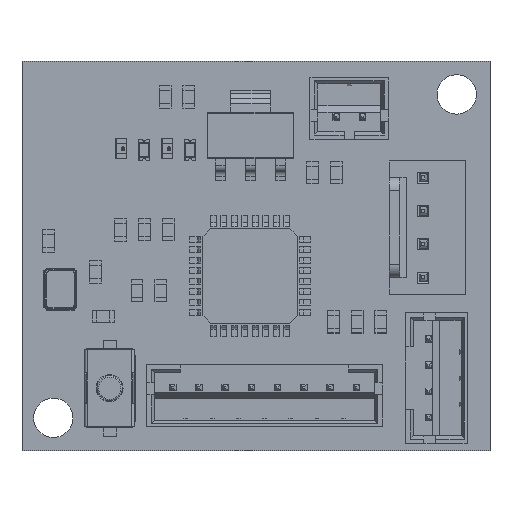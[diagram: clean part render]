
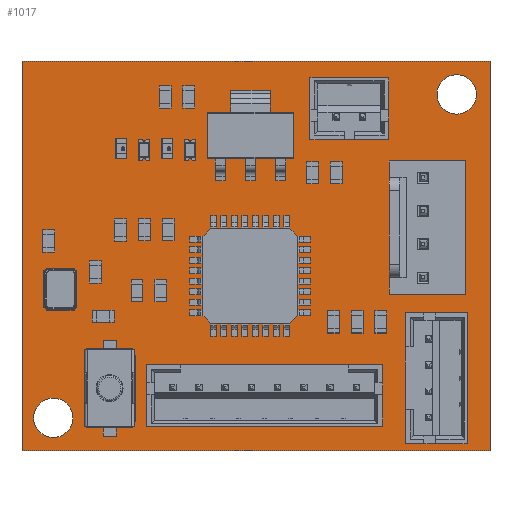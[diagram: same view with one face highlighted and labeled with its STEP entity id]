
A CAD part, top view. The second image highlights one B-rep face of the part: STEP entity #1017.
In plain terms, the highlighted planar face has unit normal (0, 0, 1).
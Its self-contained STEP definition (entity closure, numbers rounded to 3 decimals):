
#168 = VERTEX_POINT('',#169);
#169 = CARTESIAN_POINT('',(67.564,64.389,0.411));
#175 = EDGE_CURVE('',#168,#176,#178,.T.);
#176 = VERTEX_POINT('',#177);
#177 = CARTESIAN_POINT('',(103.251,64.389,0.411));
#178 = LINE('',#179,#180);
#179 = CARTESIAN_POINT('',(67.564,64.389,0.411));
#180 = VECTOR('',#181,1.);
#181 = DIRECTION('',(1.,0.,0.));
#206 = EDGE_CURVE('',#176,#207,#209,.T.);
#207 = VERTEX_POINT('',#208);
#208 = CARTESIAN_POINT('',(103.251,94.107,0.411));
#209 = LINE('',#210,#211);
#210 = CARTESIAN_POINT('',(103.251,64.389,0.411));
#211 = VECTOR('',#212,1.);
#212 = DIRECTION('',(0.,1.,0.));
#237 = EDGE_CURVE('',#207,#238,#240,.T.);
#238 = VERTEX_POINT('',#239);
#239 = CARTESIAN_POINT('',(67.564,94.107,0.411));
#240 = LINE('',#241,#242);
#241 = CARTESIAN_POINT('',(103.251,94.107,0.411));
#242 = VECTOR('',#243,1.);
#243 = DIRECTION('',(-1.,0.,0.));
#268 = EDGE_CURVE('',#238,#168,#269,.T.);
#269 = LINE('',#270,#271);
#270 = CARTESIAN_POINT('',(67.564,94.107,0.411));
#271 = VECTOR('',#272,1.);
#272 = DIRECTION('',(0.,-1.,0.));
#292 = VERTEX_POINT('',#293);
#293 = CARTESIAN_POINT('',(71.452,66.904,0.411));
#299 = EDGE_CURVE('',#292,#292,#300,.T.);
#300 = CIRCLE('',#301,1.5);
#301 = AXIS2_PLACEMENT_3D('',#302,#303,#304);
#302 = CARTESIAN_POINT('',(69.952,66.904,0.411));
#303 = DIRECTION('',(0.,0.,1.));
#304 = DIRECTION('',(1.,0.,0.));
#325 = VERTEX_POINT('',#326);
#326 = CARTESIAN_POINT('',(79.458,69.215,0.411));
#332 = EDGE_CURVE('',#325,#325,#333,.T.);
#333 = CIRCLE('',#334,0.4);
#334 = AXIS2_PLACEMENT_3D('',#335,#336,#337);
#335 = CARTESIAN_POINT('',(79.058,69.215,0.411));
#336 = DIRECTION('',(0.,0.,1.));
#337 = DIRECTION('',(1.,0.,0.));
#358 = VERTEX_POINT('',#359);
#359 = CARTESIAN_POINT('',(85.458,69.215,0.411));
#365 = EDGE_CURVE('',#358,#358,#366,.T.);
#366 = CIRCLE('',#367,0.4);
#367 = AXIS2_PLACEMENT_3D('',#368,#369,#370);
#368 = CARTESIAN_POINT('',(85.058,69.215,0.411));
#369 = DIRECTION('',(0.,0.,1.));
#370 = DIRECTION('',(1.,0.,0.));
#391 = VERTEX_POINT('',#392);
#392 = CARTESIAN_POINT('',(81.458,69.215,0.411));
#398 = EDGE_CURVE('',#391,#391,#399,.T.);
#399 = CIRCLE('',#400,0.4);
#400 = AXIS2_PLACEMENT_3D('',#401,#402,#403);
#401 = CARTESIAN_POINT('',(81.058,69.215,0.411));
#402 = DIRECTION('',(0.,0.,1.));
#403 = DIRECTION('',(1.,0.,0.));
#424 = VERTEX_POINT('',#425);
#425 = CARTESIAN_POINT('',(83.458,69.215,0.411));
#431 = EDGE_CURVE('',#424,#424,#432,.T.);
#432 = CIRCLE('',#433,0.4);
#433 = AXIS2_PLACEMENT_3D('',#434,#435,#436);
#434 = CARTESIAN_POINT('',(83.058,69.215,0.411));
#435 = DIRECTION('',(0.,0.,1.));
#436 = DIRECTION('',(1.,0.,0.));
#457 = VERTEX_POINT('',#458);
#458 = CARTESIAN_POINT('',(89.458,69.215,0.411));
#464 = EDGE_CURVE('',#457,#457,#465,.T.);
#465 = CIRCLE('',#466,0.4);
#466 = AXIS2_PLACEMENT_3D('',#467,#468,#469);
#467 = CARTESIAN_POINT('',(89.058,69.215,0.411));
#468 = DIRECTION('',(0.,0.,1.));
#469 = DIRECTION('',(1.,0.,0.));
#490 = VERTEX_POINT('',#491);
#491 = CARTESIAN_POINT('',(87.458,69.215,0.411));
#497 = EDGE_CURVE('',#490,#490,#498,.T.);
#498 = CIRCLE('',#499,0.4);
#499 = AXIS2_PLACEMENT_3D('',#500,#501,#502);
#500 = CARTESIAN_POINT('',(87.058,69.215,0.411));
#501 = DIRECTION('',(0.,0.,1.));
#502 = DIRECTION('',(1.,0.,0.));
#523 = VERTEX_POINT('',#524);
#524 = CARTESIAN_POINT('',(91.458,69.215,0.411));
#530 = EDGE_CURVE('',#523,#523,#531,.T.);
#531 = CIRCLE('',#532,0.4);
#532 = AXIS2_PLACEMENT_3D('',#533,#534,#535);
#533 = CARTESIAN_POINT('',(91.058,69.215,0.411));
#534 = DIRECTION('',(0.,0.,1.));
#535 = DIRECTION('',(1.,0.,0.));
#556 = VERTEX_POINT('',#557);
#557 = CARTESIAN_POINT('',(91.924,89.864,0.411));
#563 = EDGE_CURVE('',#556,#556,#564,.T.);
#564 = CIRCLE('',#565,0.4);
#565 = AXIS2_PLACEMENT_3D('',#566,#567,#568);
#566 = CARTESIAN_POINT('',(91.524,89.864,0.411));
#567 = DIRECTION('',(0.,0.,1.));
#568 = DIRECTION('',(1.,0.,0.));
#589 = VERTEX_POINT('',#590);
#590 = CARTESIAN_POINT('',(93.458,69.215,0.411));
#596 = EDGE_CURVE('',#589,#589,#597,.T.);
#597 = CIRCLE('',#598,0.4);
#598 = AXIS2_PLACEMENT_3D('',#599,#600,#601);
#599 = CARTESIAN_POINT('',(93.058,69.215,0.411));
#600 = DIRECTION('',(0.,0.,1.));
#601 = DIRECTION('',(1.,0.,0.));
#622 = VERTEX_POINT('',#623);
#623 = CARTESIAN_POINT('',(98.952,72.922,0.411));
#629 = EDGE_CURVE('',#622,#622,#630,.T.);
#630 = CIRCLE('',#631,0.4);
#631 = AXIS2_PLACEMENT_3D('',#632,#633,#634);
#632 = CARTESIAN_POINT('',(98.552,72.922,0.411));
#633 = DIRECTION('',(0.,0.,1.));
#634 = DIRECTION('',(1.,0.,0.));
#655 = VERTEX_POINT('',#656);
#656 = CARTESIAN_POINT('',(98.671,77.597,0.411));
#662 = EDGE_CURVE('',#655,#655,#663,.T.);
#663 = CIRCLE('',#664,0.5);
#664 = AXIS2_PLACEMENT_3D('',#665,#666,#667);
#665 = CARTESIAN_POINT('',(98.171,77.597,0.411));
#666 = DIRECTION('',(0.,0.,1.));
#667 = DIRECTION('',(1.,0.,0.));
#688 = VERTEX_POINT('',#689);
#689 = CARTESIAN_POINT('',(98.952,66.922,0.411));
#695 = EDGE_CURVE('',#688,#688,#696,.T.);
#696 = CIRCLE('',#697,0.4);
#697 = AXIS2_PLACEMENT_3D('',#698,#699,#700);
#698 = CARTESIAN_POINT('',(98.552,66.922,0.411));
#699 = DIRECTION('',(0.,0.,1.));
#700 = DIRECTION('',(1.,0.,0.));
#721 = VERTEX_POINT('',#722);
#722 = CARTESIAN_POINT('',(98.952,70.922,0.411));
#728 = EDGE_CURVE('',#721,#721,#729,.T.);
#729 = CIRCLE('',#730,0.4);
#730 = AXIS2_PLACEMENT_3D('',#731,#732,#733);
#731 = CARTESIAN_POINT('',(98.552,70.922,0.411));
#732 = DIRECTION('',(0.,0.,1.));
#733 = DIRECTION('',(1.,0.,0.));
#754 = VERTEX_POINT('',#755);
#755 = CARTESIAN_POINT('',(98.952,68.922,0.411));
#761 = EDGE_CURVE('',#754,#754,#762,.T.);
#762 = CIRCLE('',#763,0.4);
#763 = AXIS2_PLACEMENT_3D('',#764,#765,#766);
#764 = CARTESIAN_POINT('',(98.552,68.922,0.411));
#765 = DIRECTION('',(0.,0.,1.));
#766 = DIRECTION('',(1.,0.,0.));
#787 = VERTEX_POINT('',#788);
#788 = CARTESIAN_POINT('',(98.671,82.677,0.411));
#794 = EDGE_CURVE('',#787,#787,#795,.T.);
#795 = CIRCLE('',#796,0.5);
#796 = AXIS2_PLACEMENT_3D('',#797,#798,#799);
#797 = CARTESIAN_POINT('',(98.171,82.677,0.411));
#798 = DIRECTION('',(0.,0.,1.));
#799 = DIRECTION('',(1.,0.,0.));
#820 = VERTEX_POINT('',#821);
#821 = CARTESIAN_POINT('',(93.924,89.864,0.411));
#827 = EDGE_CURVE('',#820,#820,#828,.T.);
#828 = CIRCLE('',#829,0.4);
#829 = AXIS2_PLACEMENT_3D('',#830,#831,#832);
#830 = CARTESIAN_POINT('',(93.524,89.864,0.411));
#831 = DIRECTION('',(0.,0.,1.));
#832 = DIRECTION('',(1.,0.,0.));
#853 = VERTEX_POINT('',#854);
#854 = CARTESIAN_POINT('',(98.671,80.137,0.411));
#860 = EDGE_CURVE('',#853,#853,#861,.T.);
#861 = CIRCLE('',#862,0.5);
#862 = AXIS2_PLACEMENT_3D('',#863,#864,#865);
#863 = CARTESIAN_POINT('',(98.171,80.137,0.411));
#864 = DIRECTION('',(0.,0.,1.));
#865 = DIRECTION('',(1.,0.,0.));
#886 = VERTEX_POINT('',#887);
#887 = CARTESIAN_POINT('',(98.671,85.217,0.411));
#893 = EDGE_CURVE('',#886,#886,#894,.T.);
#894 = CIRCLE('',#895,0.5);
#895 = AXIS2_PLACEMENT_3D('',#896,#897,#898);
#896 = CARTESIAN_POINT('',(98.171,85.217,0.411));
#897 = DIRECTION('',(0.,0.,1.));
#898 = DIRECTION('',(1.,0.,0.));
#919 = VERTEX_POINT('',#920);
#920 = CARTESIAN_POINT('',(102.211,91.567,0.411));
#926 = EDGE_CURVE('',#919,#919,#927,.T.);
#927 = CIRCLE('',#928,1.5);
#928 = AXIS2_PLACEMENT_3D('',#929,#930,#931);
#929 = CARTESIAN_POINT('',(100.711,91.567,0.411));
#930 = DIRECTION('',(0.,0.,1.));
#931 = DIRECTION('',(1.,0.,0.));
#1017 = ADVANCED_FACE('',(#1018,#1024,#1027,#1030,#1033,#1036,#1039,
    #1042,#1045,#1048,#1051,#1054,#1057,#1060,#1063,#1066,#1069,#1072,
    #1075,#1078,#1081),#1084,.F.);
#1018 = FACE_BOUND('',#1019,.T.);
#1019 = EDGE_LOOP('',(#1020,#1021,#1022,#1023));
#1020 = ORIENTED_EDGE('',*,*,#175,.T.);
#1021 = ORIENTED_EDGE('',*,*,#206,.T.);
#1022 = ORIENTED_EDGE('',*,*,#237,.T.);
#1023 = ORIENTED_EDGE('',*,*,#268,.T.);
#1024 = FACE_BOUND('',#1025,.F.);
#1025 = EDGE_LOOP('',(#1026));
#1026 = ORIENTED_EDGE('',*,*,#299,.T.);
#1027 = FACE_BOUND('',#1028,.F.);
#1028 = EDGE_LOOP('',(#1029));
#1029 = ORIENTED_EDGE('',*,*,#332,.T.);
#1030 = FACE_BOUND('',#1031,.F.);
#1031 = EDGE_LOOP('',(#1032));
#1032 = ORIENTED_EDGE('',*,*,#365,.T.);
#1033 = FACE_BOUND('',#1034,.F.);
#1034 = EDGE_LOOP('',(#1035));
#1035 = ORIENTED_EDGE('',*,*,#398,.T.);
#1036 = FACE_BOUND('',#1037,.F.);
#1037 = EDGE_LOOP('',(#1038));
#1038 = ORIENTED_EDGE('',*,*,#431,.T.);
#1039 = FACE_BOUND('',#1040,.F.);
#1040 = EDGE_LOOP('',(#1041));
#1041 = ORIENTED_EDGE('',*,*,#464,.T.);
#1042 = FACE_BOUND('',#1043,.F.);
#1043 = EDGE_LOOP('',(#1044));
#1044 = ORIENTED_EDGE('',*,*,#497,.T.);
#1045 = FACE_BOUND('',#1046,.F.);
#1046 = EDGE_LOOP('',(#1047));
#1047 = ORIENTED_EDGE('',*,*,#530,.T.);
#1048 = FACE_BOUND('',#1049,.F.);
#1049 = EDGE_LOOP('',(#1050));
#1050 = ORIENTED_EDGE('',*,*,#563,.T.);
#1051 = FACE_BOUND('',#1052,.F.);
#1052 = EDGE_LOOP('',(#1053));
#1053 = ORIENTED_EDGE('',*,*,#596,.T.);
#1054 = FACE_BOUND('',#1055,.F.);
#1055 = EDGE_LOOP('',(#1056));
#1056 = ORIENTED_EDGE('',*,*,#629,.T.);
#1057 = FACE_BOUND('',#1058,.F.);
#1058 = EDGE_LOOP('',(#1059));
#1059 = ORIENTED_EDGE('',*,*,#662,.T.);
#1060 = FACE_BOUND('',#1061,.F.);
#1061 = EDGE_LOOP('',(#1062));
#1062 = ORIENTED_EDGE('',*,*,#695,.T.);
#1063 = FACE_BOUND('',#1064,.F.);
#1064 = EDGE_LOOP('',(#1065));
#1065 = ORIENTED_EDGE('',*,*,#728,.T.);
#1066 = FACE_BOUND('',#1067,.F.);
#1067 = EDGE_LOOP('',(#1068));
#1068 = ORIENTED_EDGE('',*,*,#761,.T.);
#1069 = FACE_BOUND('',#1070,.F.);
#1070 = EDGE_LOOP('',(#1071));
#1071 = ORIENTED_EDGE('',*,*,#794,.T.);
#1072 = FACE_BOUND('',#1073,.F.);
#1073 = EDGE_LOOP('',(#1074));
#1074 = ORIENTED_EDGE('',*,*,#827,.T.);
#1075 = FACE_BOUND('',#1076,.F.);
#1076 = EDGE_LOOP('',(#1077));
#1077 = ORIENTED_EDGE('',*,*,#860,.T.);
#1078 = FACE_BOUND('',#1079,.F.);
#1079 = EDGE_LOOP('',(#1080));
#1080 = ORIENTED_EDGE('',*,*,#893,.T.);
#1081 = FACE_BOUND('',#1082,.F.);
#1082 = EDGE_LOOP('',(#1083));
#1083 = ORIENTED_EDGE('',*,*,#926,.T.);
#1084 = PLANE('',#1085);
#1085 = AXIS2_PLACEMENT_3D('',#1086,#1087,#1088);
#1086 = CARTESIAN_POINT('',(67.564,64.389,0.411));
#1087 = DIRECTION('',(0.,0.,-1.));
#1088 = DIRECTION('',(-1.,0.,0.));
